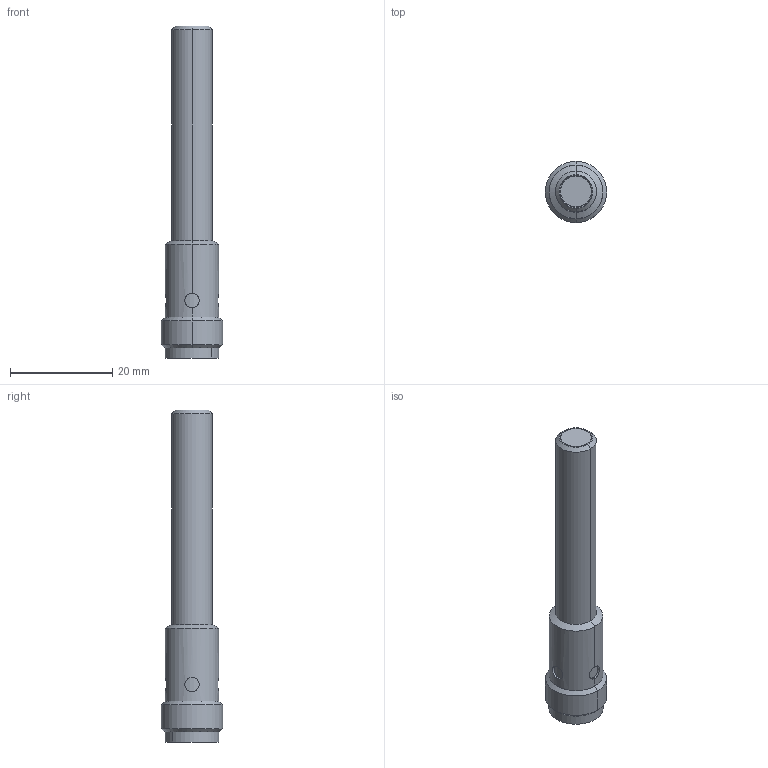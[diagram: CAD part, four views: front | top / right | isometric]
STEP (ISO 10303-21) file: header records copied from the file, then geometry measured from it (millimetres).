
FILE_DESCRIPTION((''),'2;1');
FILE_NAME('DM_CAD-6100_03ADR6_02_ASM','2018-10-12T',('creinig-se'),(''),'PRO/ENGINEER BY PARAMETRIC TECHNOLOGY CORPORATION, 2015440','PRO/ENGINEER BY PARAMETRIC TECHNOLOGY CORPORATION, 2015440','');
FILE_SCHEMA(('CONFIG_CONTROL_DESIGN'));
Length unit declared in the file: millimetre
Products named in the file (4): DM_CAD-6049_04BTT5; DM_CAD-6100_04D9J2_02; DM_CAD-6054_V1_M12_4POL; DM_CAD-6100_03ADR6_02_ASM
Assembly tree (3 placements, depth 2):
  DM_CAD-6100_03ADR6_02_ASM
    DM_CAD-6049_04BTT5
    DM_CAD-6100_04D9J2_02
    DM_CAD-6054_V1_M12_4POL
Bounding box: 12 x 12 x 65 mm (x, y, z)
Volume: 3544.1 mm3; surface area: 3819.7 mm2
Topology: 3 solids, 3 shells, 95 faces, 296 edges, 232 vertices
Faces by surface type: cylinder 41, cone 32, plane 14, sphere 8
Entity records: 4492 total; most frequent: CARTESIAN_POINT 773, DIRECTION 616, ORIENTED_EDGE 424, PRESENTATION_STYLE_ASSIGNMENT 313, STYLED_ITEM 313, CURVE_STYLE 304, AXIS2_PLACEMENT_3D 237, EDGE_CURVE 212
